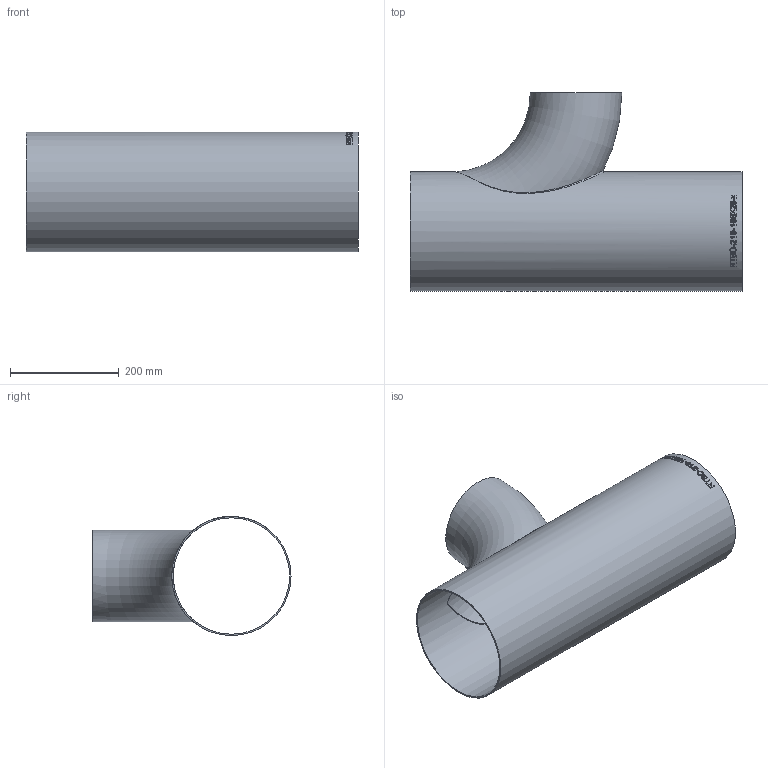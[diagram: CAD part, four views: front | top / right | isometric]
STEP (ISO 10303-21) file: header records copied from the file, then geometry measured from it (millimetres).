
FILE_DESCRIPTION (( 'STEP AP214' ), '1' );
FILE_NAME ('RTBO-219-168X26-x T-Bogen reduziert 2005.STEP', '2020-05-25T09:31:39', ( '' ), ( '' ), 'SwSTEP 2.0', 'SolidWorks 2019', '' );
FILE_SCHEMA (( 'AUTOMOTIVE_DESIGN' ));
Length unit declared in the file: millimetre
Products named in the file (1): RTBO-219-168X26-x T-Bogen reduziert 2005
Bounding box: 610 x 363.95 x 219.1 mm (x, y, z)
Volume: 1335745.1 mm3; surface area: 963241 mm2
Topology: 1 solids, 1 shells, 234 faces, 616 edges, 411 vertices
Faces by surface type: bspline 139, plane 65, cylinder 28, torus 2
Full cylindrical faces by diameter (mm): 213.9 x1, 219.1 x1
Entity records: 43490 total; most frequent: CARTESIAN_POINT 36518, ORIENTED_EDGE 1214, EDGE_CURVE 607, DIRECTION 446, B_SPLINE_CURVE_WITH_KNOTS 435, VERTEX_POINT 408, EDGE_LOOP 271, FACE_OUTER_BOUND 240
